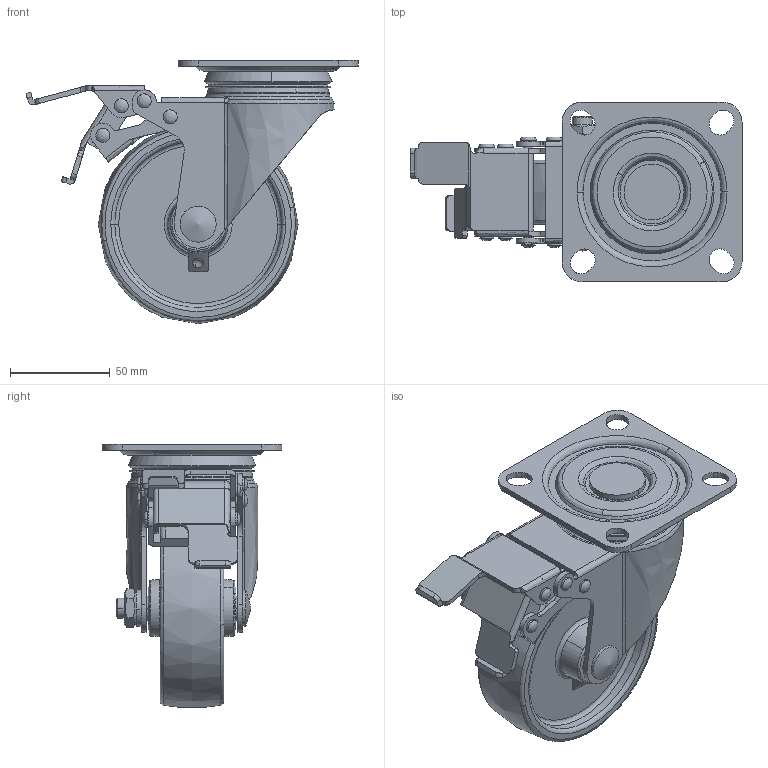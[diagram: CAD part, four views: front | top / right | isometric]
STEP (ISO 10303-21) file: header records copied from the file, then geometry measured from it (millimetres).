
FILE_DESCRIPTION((''),'2;1');
FILE_NAME('','2008-05-01T20:40:59',(''),(''),'','CADfix','');
FILE_SCHEMA(('AUTOMOTIVE_DESIGN { 1 0 10303 214 1 1 1 1 }'));
Length unit declared in the file: millimetre
Bounding box: 166.18 x 90 x 131.84 mm (x, y, z)
Volume: 298964.4 mm3; surface area: 102912.3 mm2
Topology: 6 solids, 6 shells, 462 faces, 1429 edges, 1002 vertices
Faces by surface type: bspline 462
Entity records: 21141 total; most frequent: CARTESIAN_POINT 13400, ORIENTED_EDGE 2828, EDGE_CURVE 1414, VERTEX_POINT 1002, EDGE_LOOP 536, QUASI_UNIFORM_CURVE 513, FACE_OUTER_BOUND 462, ADVANCED_FACE 462
